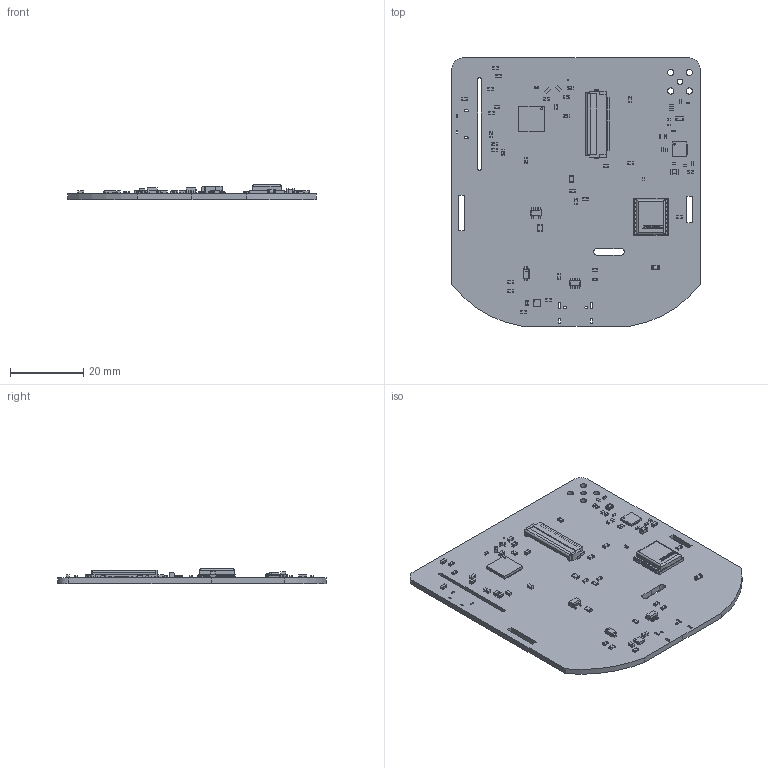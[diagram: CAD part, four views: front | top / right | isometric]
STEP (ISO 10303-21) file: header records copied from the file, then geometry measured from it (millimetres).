
FILE_DESCRIPTION(('KiCad electronic assembly'),'2;1');
FILE_NAME('messenger.step','2024-06-10T16:58:03',('Pcbnew'),('Kicad'), 'Open CASCADE STEP processor 7.7','KiCad to STEP converter','Unknown' );
FILE_SCHEMA(('AUTOMOTIVE_DESIGN { 1 0 10303 214 1 1 1 1 }'));
Length unit declared in the file: millimetre
Products named in the file (38): messenger 1; C_0402_1005Metric; C_0603_1608Metric; D_SOD-123; D_SOD_123; R_0603_1608Metric; Hirose_FH12-30S-0.5SH_1x30-1MP_P0.50mm_Horizontal; Hirose_FH12_xxS_0_5SH_Parametric_v0_1; WSON-6-1EP_2x2mm_P0.65mm_EP1x1.6mm; WSON_6_1EP_2x2mm_P065mm_EP1x16mm; R_0805_2012Metric; R_0402_1005Metric; L_0805_2012Metric; L_0402_1005Metric; User Library-ATGM336H; L_0603_1608Metric; QFN-56-1EP_7x7mm_P0.4mm_EP4x4mm; CQ assembly; QFN-24-1EP_4x4mm_P0.5mm_EP2.6x2.6mm; QFN-24-1EP_4x4mm_Pitch0.5mm; D_MicroMELF; D_MicroMELF_Standard; SOT-23-5; SOT_23_5; Balun_Johanson_0900FM15K0039; 4d195fec-b8b3-11ee-a4d2-001e64e93a09; SOT-23-6; SOT_23_6; _autosave-messenger_PCB
Assembly tree (82 placements, depth 3):
  messenger 1
    C_0402_1005Metric  x11
      C_0402_1005Metric
    C_0603_1608Metric  x17
      C_0603_1608Metric
    D_SOD-123
      D_SOD_123
    R_0603_1608Metric  x16
      R_0603_1608Metric
    Hirose_FH12-30S-0.5SH_1x30-1MP_P0.50mm_Horizontal
      Hirose_FH12_xxS_0_5SH_Parametric_v0_1
    WSON-6-1EP_2x2mm_P0.65mm_EP1x1.6mm
      WSON_6_1EP_2x2mm_P065mm_EP1x16mm
    R_0805_2012Metric  x2
      R_0805_2012Metric
    R_0402_1005Metric  x2
      R_0402_1005Metric
    L_0805_2012Metric
      L_0805_2012Metric
    L_0402_1005Metric  x3
      L_0402_1005Metric
    User Library-ATGM336H
      User Library-ATGM336H
    L_0603_1608Metric
      L_0603_1608Metric
    QFN-56-1EP_7x7mm_P0.4mm_EP4x4mm
      CQ assembly
    QFN-24-1EP_4x4mm_P0.5mm_EP2.6x2.6mm
      QFN-24-1EP_4x4mm_Pitch0.5mm
    D_MicroMELF
      D_MicroMELF_Standard
    SOT-23-5
      SOT_23_5
    Balun_Johanson_0900FM15K0039
      4d195fec-b8b3-11ee-a4d2-001e64e93a09
    SOT-23-6
      SOT_23_6
    _autosave-messenger_PCB
Bounding box: 68.01 x 73.51 x 4.15 mm (x, y, z)
Volume: 8122 mm3; surface area: 11756.3 mm2
Topology: 135 solids, 135 shells, 3485 faces, 9168 edges, 6039 vertices
Faces by surface type: plane 2470, cylinder 857, bspline 156, revolution 2
Full cylindrical faces by diameter (mm): 0.2 x3, 0.25 x1, 0.3 x1, 0.5 x2, 0.65 x2, 1.05 x2, 1.07 x1, 1.1 x2, 1.5 x1, 1.7 x4
Entity records: 75690 total; most frequent: CARTESIAN_POINT 13573, ORIENTED_EDGE 11992, DIRECTION 10894, EDGE_CURVE 5996, LINE 4988, VECTOR 4988, VERTEX_POINT 3947, AXIS2_PLACEMENT_3D 2952
